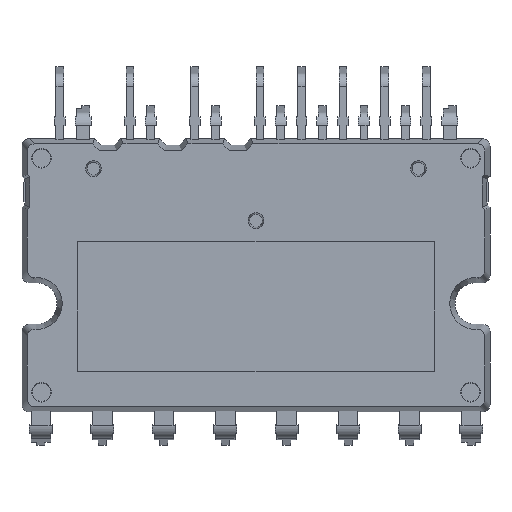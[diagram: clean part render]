
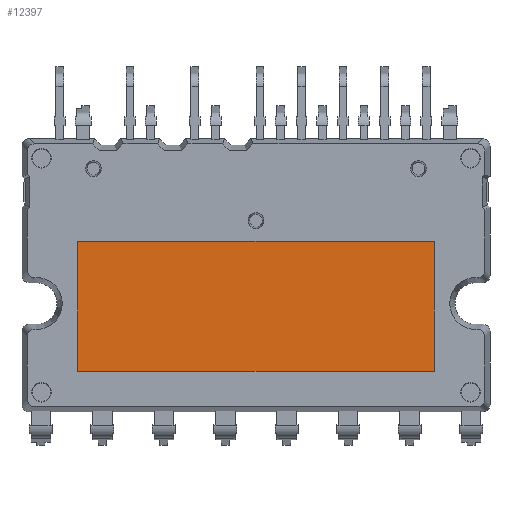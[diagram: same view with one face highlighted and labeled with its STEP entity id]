
A CAD part, top view. The second image highlights one B-rep face of the part: STEP entity #12397.
In plain terms, the highlighted planar face has unit normal (0, 0, 1).
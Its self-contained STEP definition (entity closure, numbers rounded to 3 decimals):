
#510=FACE_OUTER_BOUND('',#1231,.T.);
#1231=EDGE_LOOP('',(#8133,#8134,#8135,#8136));
#1967=LINE('',#17556,#3523);
#1971=LINE('',#17563,#3527);
#1974=LINE('',#17569,#3530);
#1976=LINE('',#17572,#3532);
#3523=VECTOR('',#14106,1000.);
#3527=VECTOR('',#14112,1000.);
#3530=VECTOR('',#14117,1000.);
#3532=VECTOR('',#14121,1000.);
#5079=VERTEX_POINT('',#17553);
#5080=VERTEX_POINT('',#17555);
#5082=VERTEX_POINT('',#17561);
#5084=VERTEX_POINT('',#17567);
#6285=EDGE_CURVE('',#5080,#5079,#1967,.T.);
#6289=EDGE_CURVE('',#5079,#5082,#1971,.T.);
#6292=EDGE_CURVE('',#5082,#5084,#1974,.T.);
#6294=EDGE_CURVE('',#5084,#5080,#1976,.T.);
#8133=ORIENTED_EDGE('',*,*,#6285,.T.);
#8134=ORIENTED_EDGE('',*,*,#6289,.T.);
#8135=ORIENTED_EDGE('',*,*,#6292,.T.);
#8136=ORIENTED_EDGE('',*,*,#6294,.T.);
#11789=PLANE('',#13159);
#12397=ADVANCED_FACE('',(#510),#11789,.T.);
#13159=AXIS2_PLACEMENT_3D('',#17573,#14122,#14123);
#14106=DIRECTION('',(0.,-1.,0.));
#14112=DIRECTION('',(1.,0.,0.));
#14117=DIRECTION('',(0.,1.,0.));
#14121=DIRECTION('',(-1.,0.,0.));
#14122=DIRECTION('center_axis',(0.,0.,1.));
#14123=DIRECTION('ref_axis',(1.,0.,0.));
#17553=CARTESIAN_POINT('',(-13.7,-7.4,7.1));
#17555=CARTESIAN_POINT('',(-13.7,2.6,7.1));
#17556=CARTESIAN_POINT('',(-13.7,2.6,7.1));
#17561=CARTESIAN_POINT('',(13.7,-7.4,7.1));
#17563=CARTESIAN_POINT('',(-13.7,-7.4,7.1));
#17567=CARTESIAN_POINT('',(13.7,2.6,7.1));
#17569=CARTESIAN_POINT('',(13.7,2.6,7.1));
#17572=CARTESIAN_POINT('',(-13.7,2.6,7.1));
#17573=CARTESIAN_POINT('Origin',(0.,0.,7.1));
